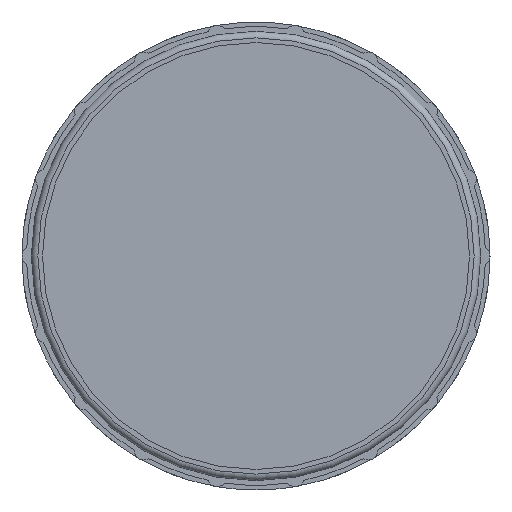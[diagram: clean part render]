
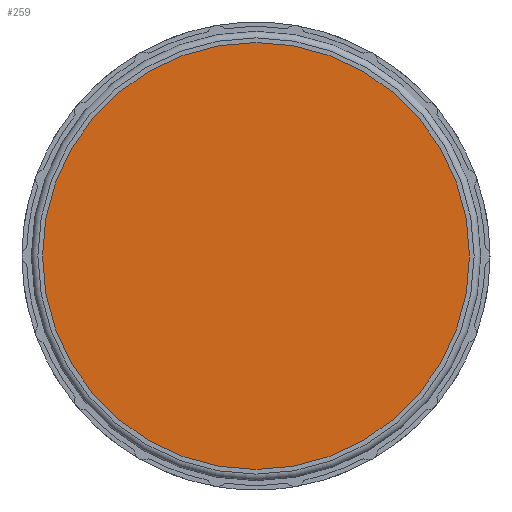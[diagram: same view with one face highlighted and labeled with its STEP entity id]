
A CAD part, left-side view. The second image highlights one B-rep face of the part: STEP entity #259.
In plain terms, the highlighted planar face has unit normal (-1, 0, 0).
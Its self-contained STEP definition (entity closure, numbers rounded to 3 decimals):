
#259 = ADVANCED_FACE( '', ( #567 ), #568, .F. );
#567 = FACE_OUTER_BOUND( '', #916, .T. );
#568 = PLANE( '', #917 );
#916 = EDGE_LOOP( '', ( #1607 ) );
#917 = AXIS2_PLACEMENT_3D( '', #1608, #1609, #1610 );
#1607 = ORIENTED_EDGE( '', *, *, #2305, .F. );
#1608 = CARTESIAN_POINT( '', ( 0., 0., 0. ) );
#1609 = DIRECTION( '', ( 1., 0., 0. ) );
#1610 = DIRECTION( '', ( 0., 0., -1. ) );
#2305 = EDGE_CURVE( '', #2850, #2850, #2851, .T. );
#2850 = VERTEX_POINT( '', #3511 );
#2851 = CIRCLE( '', #3512, 16.42 );
#3511 = CARTESIAN_POINT( '', ( 0., 0., -16.42 ) );
#3512 = AXIS2_PLACEMENT_3D( '', #4120, #4121, #4122 );
#4120 = CARTESIAN_POINT( '', ( 0., 0., 0. ) );
#4121 = DIRECTION( '', ( 1., 0., 0. ) );
#4122 = DIRECTION( '', ( 0., 0., -1. ) );
